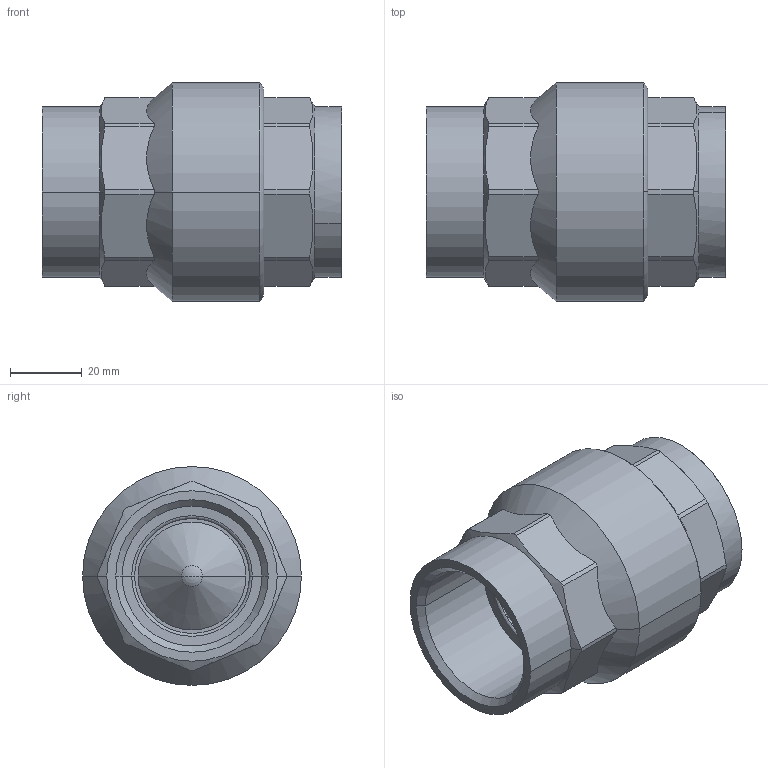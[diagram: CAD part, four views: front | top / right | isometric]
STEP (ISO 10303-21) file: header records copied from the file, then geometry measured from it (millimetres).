
FILE_DESCRIPTION(('Creo Elements/Direct Modeling STEP Export'),'2;1');
FILE_NAME('10000007.stp','2021-05-18T14:13:40',(''),(''),'Creo Elements/Direct Modeling STEP processor for AP214 (Solid Model)','Creo Elements/Direct Modeling 20.1D 10-Oct-2020 (C) Parametric Technology GmbH','');
FILE_SCHEMA(('AUTOMOTIVE_DESIGN { 1 0 10303 214 1 1 1 1 }'));
Length unit declared in the file: millimetre
Products named in the file (2): 10000007
Assembly tree (1 placements, depth 2):
  10000007
    10000007
Bounding box: 83.5 x 61 x 61 mm (x, y, z)
Volume: 122521.2 mm3; surface area: 27396.7 mm2
Topology: 1 solids, 1 shells, 161 faces, 425 edges, 270 vertices
Faces by surface type: plane 37, cylinder 36, bspline 36, cone 36, torus 14, sphere 2
Entity records: 16690 total; most frequent: CARTESIAN_POINT 13199, ORIENTED_EDGE 846, DIRECTION 505, EDGE_CURVE 423, VERTEX_POINT 270, AXIS2_PLACEMENT_3D 202, EDGE_LOOP 167, FACE_OUTER_BOUND 161
